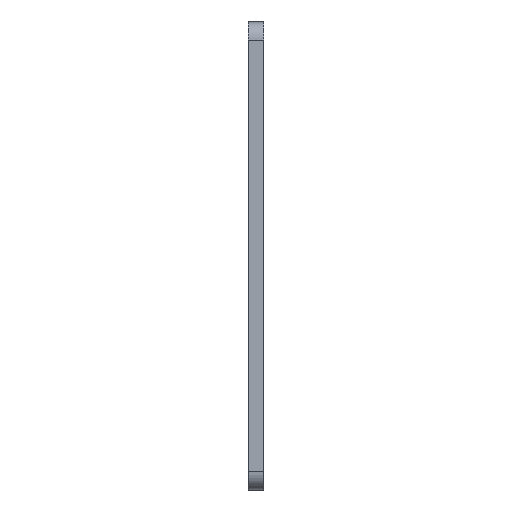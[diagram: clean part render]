
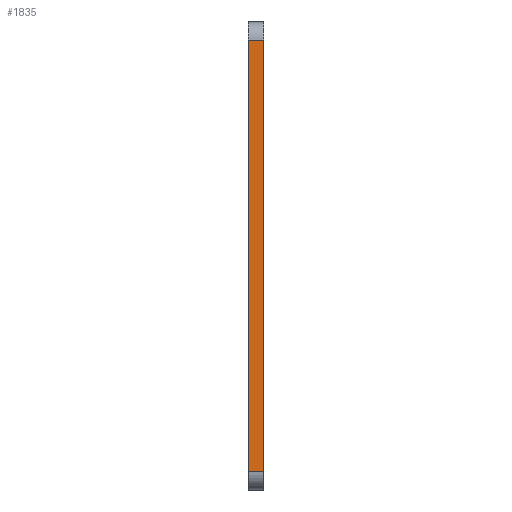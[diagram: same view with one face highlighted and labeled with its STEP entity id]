
A CAD part, left-side view. The second image highlights one B-rep face of the part: STEP entity #1835.
In plain terms, the highlighted planar face has unit normal (-1, 0, 0).
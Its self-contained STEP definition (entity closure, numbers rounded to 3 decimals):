
#42 = VERTEX_POINT ( 'NONE', #1048 ) ;
#47 = CARTESIAN_POINT ( 'NONE',  ( -72., 2.5, 35.577 ) ) ;
#166 = EDGE_CURVE ( 'NONE', #2337, #42, #551, .T. ) ;
#198 = FACE_OUTER_BOUND ( 'NONE', #2408, .T. ) ;
#311 = CARTESIAN_POINT ( 'NONE',  ( -72., 2.5, -35.577 ) ) ;
#340 = VECTOR ( 'NONE', #885, 1000. ) ;
#551 = LINE ( 'NONE', #1009, #2363 ) ;
#570 = ORIENTED_EDGE ( 'NONE', *, *, #166, .T. ) ;
#697 = VERTEX_POINT ( 'NONE', #956 ) ;
#885 = DIRECTION ( 'NONE',  ( 0., 0., 1. ) ) ;
#915 = CARTESIAN_POINT ( 'NONE',  ( -72., 2.5, -35.577 ) ) ;
#918 = ORIENTED_EDGE ( 'NONE', *, *, #1401, .F. ) ;
#956 = CARTESIAN_POINT ( 'NONE',  ( -72., 2.5, 35.577 ) ) ;
#1009 = CARTESIAN_POINT ( 'NONE',  ( -72., 2.5, -35.577 ) ) ;
#1048 = CARTESIAN_POINT ( 'NONE',  ( -72., 0., -35.577 ) ) ;
#1099 = DIRECTION ( 'NONE',  ( 1., 0., 0. ) ) ;
#1217 = VERTEX_POINT ( 'NONE', #1297 ) ;
#1266 = LINE ( 'NONE', #2901, #340 ) ;
#1297 = CARTESIAN_POINT ( 'NONE',  ( -72., 0., 35.577 ) ) ;
#1348 = LINE ( 'NONE', #915, #2298 ) ;
#1401 = EDGE_CURVE ( 'NONE', #697, #1217, #2065, .T. ) ;
#1417 = VECTOR ( 'NONE', #1844, 1000. ) ;
#1488 = AXIS2_PLACEMENT_3D ( 'NONE', #1997, #1099, #2633 ) ;
#1724 = PLANE ( 'NONE',  #1488 ) ;
#1835 = ADVANCED_FACE ( 'NONE', ( #198 ), #1724, .F. ) ;
#1844 = DIRECTION ( 'NONE',  ( 0., -1., 0. ) ) ;
#1903 = DIRECTION ( 'NONE',  ( 0., -1., 0. ) ) ;
#1997 = CARTESIAN_POINT ( 'NONE',  ( -72., 2.5, -35.577 ) ) ;
#2031 = DIRECTION ( 'NONE',  ( 0., 0., 1. ) ) ;
#2065 = LINE ( 'NONE', #47, #1417 ) ;
#2153 = ORIENTED_EDGE ( 'NONE', *, *, #2256, .F. ) ;
#2195 = ORIENTED_EDGE ( 'NONE', *, *, #2877, .T. ) ;
#2256 = EDGE_CURVE ( 'NONE', #2337, #697, #1348, .T. ) ;
#2298 = VECTOR ( 'NONE', #2031, 1000. ) ;
#2337 = VERTEX_POINT ( 'NONE', #311 ) ;
#2363 = VECTOR ( 'NONE', #1903, 1000. ) ;
#2408 = EDGE_LOOP ( 'NONE', ( #2195, #918, #2153, #570 ) ) ;
#2633 = DIRECTION ( 'NONE',  ( 0., 0., -1. ) ) ;
#2877 = EDGE_CURVE ( 'NONE', #42, #1217, #1266, .T. ) ;
#2901 = CARTESIAN_POINT ( 'NONE',  ( -72., 0., -35.577 ) ) ;
